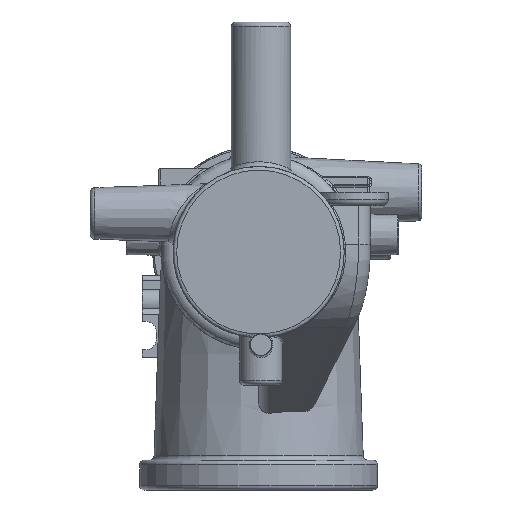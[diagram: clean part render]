
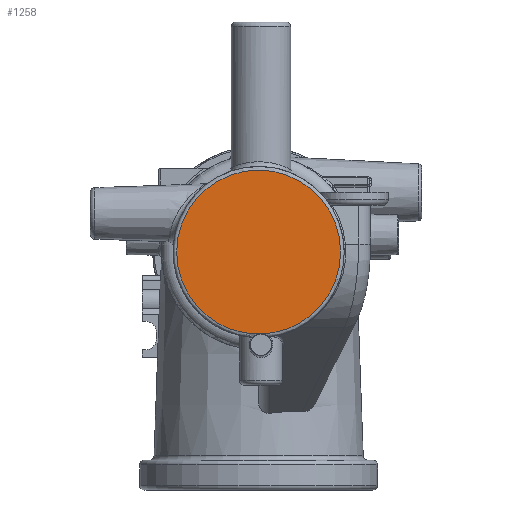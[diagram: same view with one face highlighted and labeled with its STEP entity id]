
A CAD part, front view. The second image highlights one B-rep face of the part: STEP entity #1258.
In plain terms, the highlighted planar face has unit normal (0, -1, 0).
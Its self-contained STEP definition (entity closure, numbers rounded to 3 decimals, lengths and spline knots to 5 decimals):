
#1254=EDGE_CURVE('',#1256,#1256,#1255,.T.);
#1255=INTERSECTION_CURVE('',#5850,(#13321,#5846),.CURVE_3D.);
#1256=VERTEX_POINT('',#1257);
#1257=CARTESIAN_POINT('',(-32.95721,18.32287,39.34089));
#1258=ADVANCED_FACE('',(#1259),#5846,.T.);
#1259=FACE_BOUND('',#1260,.T.);
#1260=EDGE_LOOP('',(#1261));
#1261=ORIENTED_EDGE('',*,*,#1254,.F.);
#5846=PLANE('',#5849);
#5847=CARTESIAN_POINT('',(-32.92721,18.32287,39.34089));
#5848=DIRECTION('',(0.,-1.,0.));
#5849=AXIS2_PLACEMENT_3D('',#5847,#5848,$);
#5850=CIRCLE('',#5851,0.68889);
#5851=AXIS2_PLACEMENT_3D('',#5852,#5853,#5854);
#5852=CARTESIAN_POINT('',(-33.64609,18.32287,39.34089));
#5853=DIRECTION('',(0.,1.,0.));
#5854=DIRECTION('',(-0.689,0.,0.));
#13321=TOROIDAL_SURFACE('',#13324,0.68889,0.03);
#13322=CARTESIAN_POINT('',(-33.64609,18.35287,39.34089));
#13323=DIRECTION('',(0.,1.,0.));
#13324=AXIS2_PLACEMENT_3D('',#13322,#13323,$);
